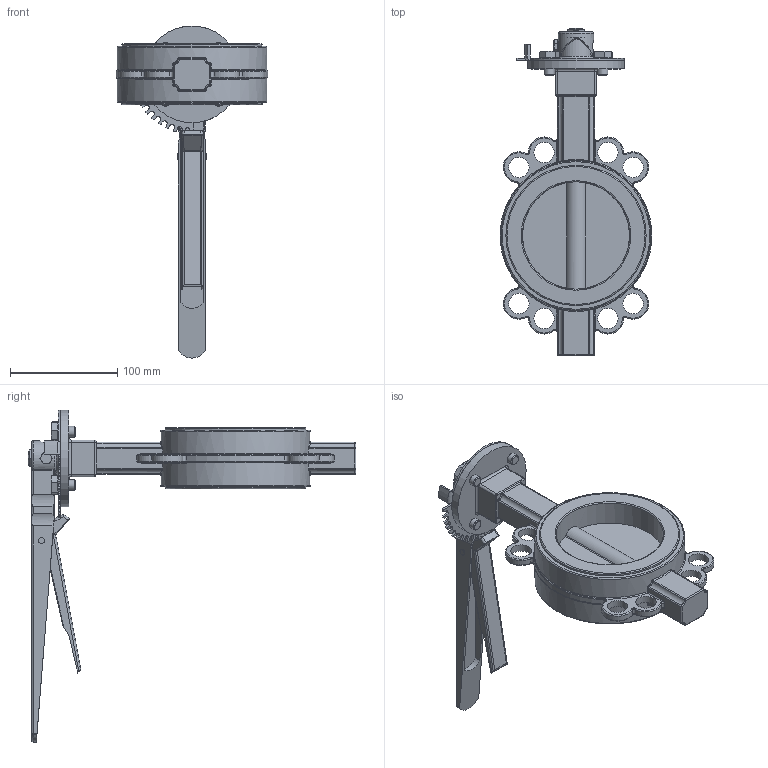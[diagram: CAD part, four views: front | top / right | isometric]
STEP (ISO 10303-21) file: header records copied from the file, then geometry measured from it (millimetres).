
FILE_DESCRIPTION(/* description */ (''),/* implementation_level */ '2;1');
FILE_NAME(/* name */ 'DN100_3D_STEP.stp',/* time_stamp */ '2025-09-02T23:47:05+03:00',/* author */ ('igorr'),/* organization */ (''),/* preprocessor_version */ 'ST-DEVELOPER v20',/* originating_system */ 'Autodesk Inventor 2025',/* authorisation */ '');
FILE_SCHEMA (('AUTOMOTIVE_DESIGN { 1 0 10303 214 3 1 1 }'));
Length unit declared in the file: millimetre
Products named in the file (9): Сборка; Деталь; Сборка1; Деталь3; Деталь4; Деталь5; AS 1110 - M6 x 12; AS 1110 - M5 x 10; AS 1110 - M10 x 16
Assembly tree (11 placements, depth 3):
  Сборка
    Деталь
    AS 1110 - M10 x 16  x4
    Сборка1
      Деталь3
      Деталь4
      Деталь5
      AS 1110 - M6 x 12
    AS 1110 - M5 x 10
Bounding box: 141.07 x 305 x 309 mm (x, y, z)
Volume: 790628.6 mm3; surface area: 176883.4 mm2
Topology: 10 solids, 10 shells, 708 faces, 1731 edges, 1047 vertices
Faces by surface type: plane 254, cylinder 246, torus 94, bspline 52, cone 44, sphere 18
Full cylindrical faces by diameter (mm): 3.3 x1, 5 x1, 5.5 x5, 6 x1, 8 x1, 9 x4, 10 x5, 11 x2, 16 x4, 19 x8, 30.125 x1, 30.8 x1, 90 x1, 100 x2, 130.5 x2, 139.5 x2
Entity records: 21979 total; most frequent: CARTESIAN_POINT 5924, DIRECTION 3302, ORIENTED_EDGE 3132, EDGE_CURVE 1566, AXIS2_PLACEMENT_3D 1317, VERTEX_POINT 957, EDGE_LOOP 701, CIRCLE 681
